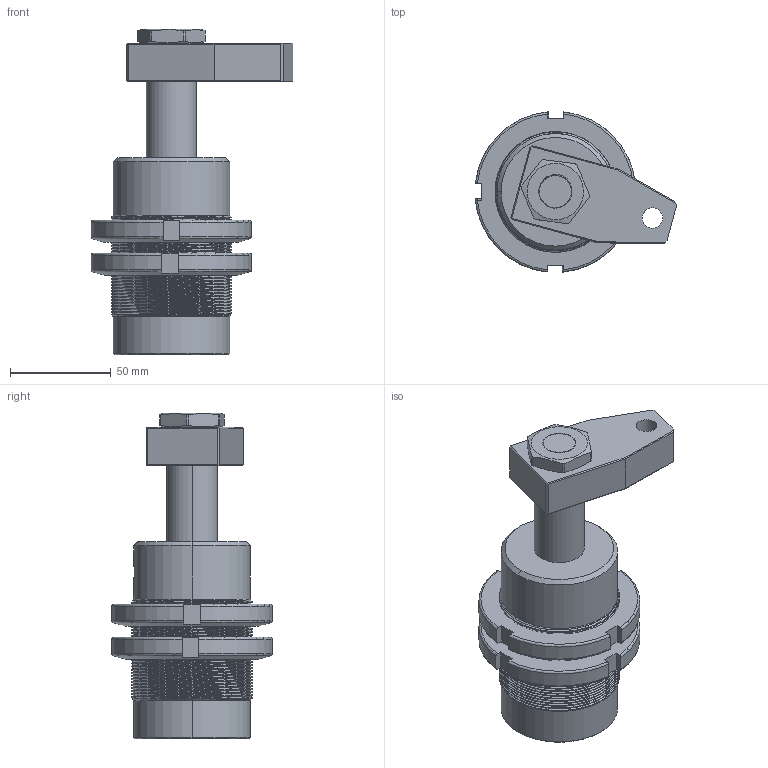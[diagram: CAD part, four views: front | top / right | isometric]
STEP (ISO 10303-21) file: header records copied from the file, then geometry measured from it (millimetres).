
FILE_DESCRIPTION (( 'STEP AP214' ), '1' );
FILE_NAME ('NFT-40B.STEP', '2018-08-27T07:47:48', ( 'Windows' ), ( 'Microsoft' ), 'SwSTEP 2.0', 'SolidWorks 2015', '' );
FILE_SCHEMA (( 'AUTOMOTIVE_DESIGN' ));
Length unit declared in the file: millimetre
Products named in the file (5): 埴蹟譫-40; 揤旋-40-1; 鞠褒蹟簽-40; NFT-40B掛极; NFT-40B
Assembly tree (5 placements, depth 2):
  NFT-40B
    NFT-40B掛极
    鞠褒蹟簽-40
    揤旋-40-1
    埴蹟譫-40  x2
Bounding box: 100.25 x 79.72 x 162 mm (x, y, z)
Volume: 383207.8 mm3; surface area: 65903.7 mm2
Topology: 5 solids, 5 shells, 255 faces, 688 edges, 451 vertices
Faces by surface type: cylinder 135, plane 71, cone 25, torus 18, bspline 6
Entity records: 13875 total; most frequent: CARTESIAN_POINT 8595, ORIENTED_EDGE 1208, DIRECTION 905, EDGE_CURVE 604, VERTEX_POINT 395, AXIS2_PLACEMENT_3D 332, EDGE_LOOP 241, VECTOR 241
